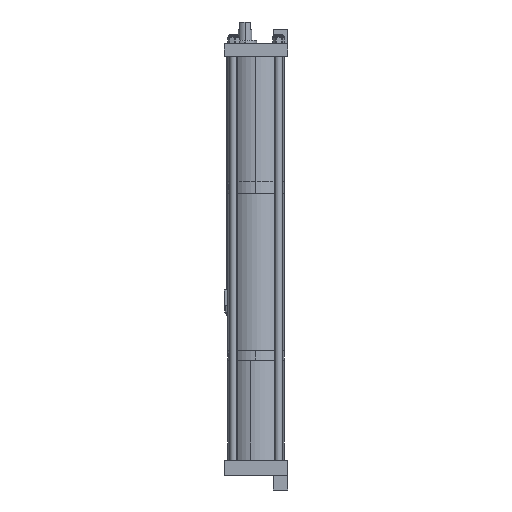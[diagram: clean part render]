
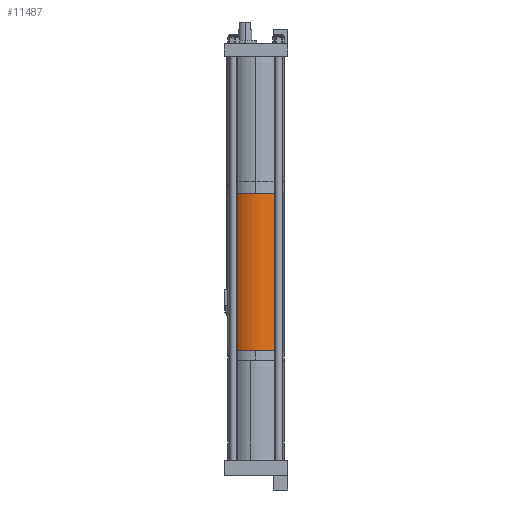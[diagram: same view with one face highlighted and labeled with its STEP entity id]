
A CAD part, left-side view. The second image highlights one B-rep face of the part: STEP entity #11487.
In plain terms, the highlighted cylindrical face has radius 73.025 mm (diameter 146.05 mm), a partial arc.
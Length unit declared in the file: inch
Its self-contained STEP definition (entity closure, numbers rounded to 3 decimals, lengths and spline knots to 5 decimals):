
#966 = DIRECTION ( 'NONE',  ( 1., 0., 0. ) ) ;
#986 = CARTESIAN_POINT ( 'NONE',  ( 2.875, 0., 0. ) ) ;
#1333 = DIRECTION ( 'NONE',  ( 0., 0., 1. ) ) ;
#1595 = VERTEX_POINT ( 'NONE', #4100 ) ;
#2165 = CIRCLE ( 'NONE', #8090, 2.875 ) ;
#2760 = VECTOR ( 'NONE', #5580, 39.37008 ) ;
#3029 = ORIENTED_EDGE ( 'NONE', *, *, #14437, .T. ) ;
#3513 = VERTEX_POINT ( 'NONE', #986 ) ;
#3870 = DIRECTION ( 'NONE',  ( 0., 0., -1. ) ) ;
#4100 = CARTESIAN_POINT ( 'NONE',  ( -2.875, 0., 16.132 ) ) ;
#4265 = EDGE_LOOP ( 'NONE', ( #8623, #8169, #3029, #6446 ) ) ;
#4647 = CYLINDRICAL_SURFACE ( 'NONE', #8151, 2.875 ) ;
#4747 = EDGE_CURVE ( 'NONE', #14080, #3513, #2165, .T. ) ;
#4911 = DIRECTION ( 'NONE',  ( 0., 0., 1. ) ) ;
#5580 = DIRECTION ( 'NONE',  ( 0., 0., -1. ) ) ;
#5986 = CARTESIAN_POINT ( 'NONE',  ( 2.875, 0., 16.132 ) ) ;
#6204 = CARTESIAN_POINT ( 'NONE',  ( -2.875, 0., 0. ) ) ;
#6446 = ORIENTED_EDGE ( 'NONE', *, *, #4747, .T. ) ;
#6473 = CARTESIAN_POINT ( 'NONE',  ( 2.875, 0., 16.132 ) ) ;
#6504 = VERTEX_POINT ( 'NONE', #5986 ) ;
#6837 = CARTESIAN_POINT ( 'NONE',  ( -2.875, 0., 16.132 ) ) ;
#7545 = CARTESIAN_POINT ( 'NONE',  ( 0., 0., 16.132 ) ) ;
#7559 = LINE ( 'NONE', #6837, #2760 ) ;
#7687 = EDGE_CURVE ( 'NONE', #6504, #3513, #15334, .T. ) ;
#8090 = AXIS2_PLACEMENT_3D ( 'NONE', #14215, #1333, #10315 ) ;
#8151 = AXIS2_PLACEMENT_3D ( 'NONE', #7545, #3870, #14022 ) ;
#8169 = ORIENTED_EDGE ( 'NONE', *, *, #9074, .F. ) ;
#8623 = ORIENTED_EDGE ( 'NONE', *, *, #7687, .F. ) ;
#8970 = AXIS2_PLACEMENT_3D ( 'NONE', #13736, #4911, #966 ) ;
#9074 = EDGE_CURVE ( 'NONE', #1595, #6504, #9280, .T. ) ;
#9280 = CIRCLE ( 'NONE', #8970, 2.875 ) ;
#10315 = DIRECTION ( 'NONE',  ( 1., 0., 0. ) ) ;
#11487 = ADVANCED_FACE ( 'NONE', ( #12322 ), #4647, .T. ) ;
#12322 = FACE_OUTER_BOUND ( 'NONE', #4265, .T. ) ;
#13062 = DIRECTION ( 'NONE',  ( 0., 0., -1. ) ) ;
#13736 = CARTESIAN_POINT ( 'NONE',  ( 0., 0., 16.132 ) ) ;
#14022 = DIRECTION ( 'NONE',  ( -1., 0., 0. ) ) ;
#14080 = VERTEX_POINT ( 'NONE', #6204 ) ;
#14215 = CARTESIAN_POINT ( 'NONE',  ( 0., 0., 0. ) ) ;
#14437 = EDGE_CURVE ( 'NONE', #1595, #14080, #7559, .T. ) ;
#14559 = VECTOR ( 'NONE', #13062, 39.37008 ) ;
#15334 = LINE ( 'NONE', #6473, #14559 ) ;
